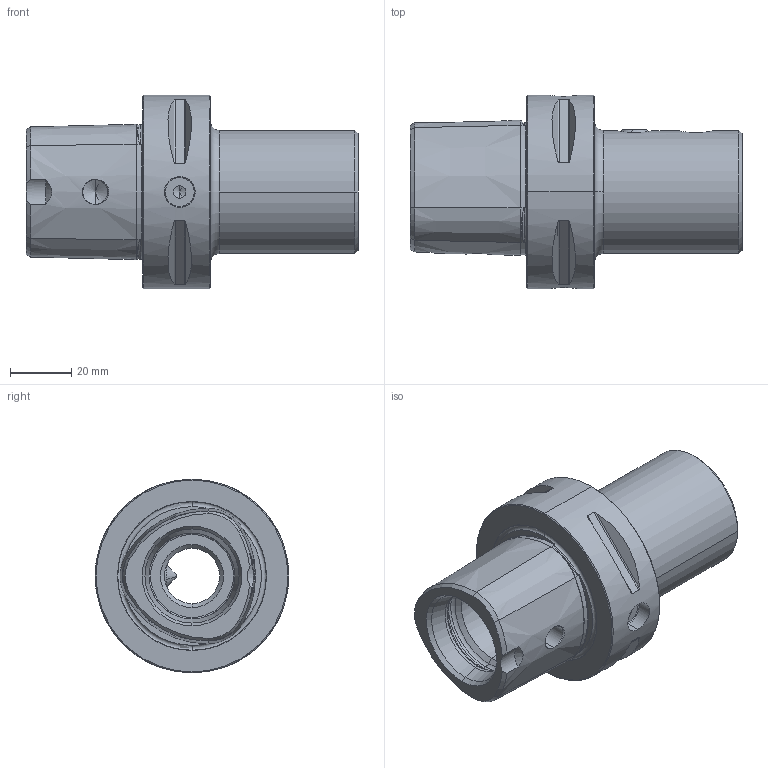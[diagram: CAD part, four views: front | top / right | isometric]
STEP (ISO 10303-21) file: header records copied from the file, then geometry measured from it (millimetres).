
FILE_DESCRIPTION (( 'STEP AP214' ), '1' );
FILE_NAME ('PS6.K20.K01.070.STEP', '2023-06-30T07:27:41', ( '' ), ( '' ), 'SwSTEP 2.0', 'SolidWorks 2017', '' );
FILE_SCHEMA (( 'AUTOMOTIVE_DESIGN' ));
Length unit declared in the file: millimetre
Products named in the file (4): K20-ER1.010.012_PreviewCfg; PS6.K20.K01.070; K20-ER2.010.014_PreviewCfg; PS6-K20.K01.070_C
Assembly tree (3 placements, depth 2):
  PS6.K20.K01.070
    PS6-K20.K01.070_C
    K20-ER1.010.012_PreviewCfg
    K20-ER2.010.014_PreviewCfg
Bounding box: 108 x 63 x 63 mm (x, y, z)
Volume: 138947.3 mm3; surface area: 30342.8 mm2
Topology: 3 solids, 3 shells, 204 faces, 483 edges, 282 vertices
Faces by surface type: cone 73, plane 50, cylinder 45, torus 36
Entity records: 6948 total; most frequent: CARTESIAN_POINT 2109, DIRECTION 994, ORIENTED_EDGE 942, EDGE_CURVE 471, AXIS2_PLACEMENT_3D 413, VERTEX_POINT 282, EDGE_LOOP 221, ADVANCED_FACE 204
